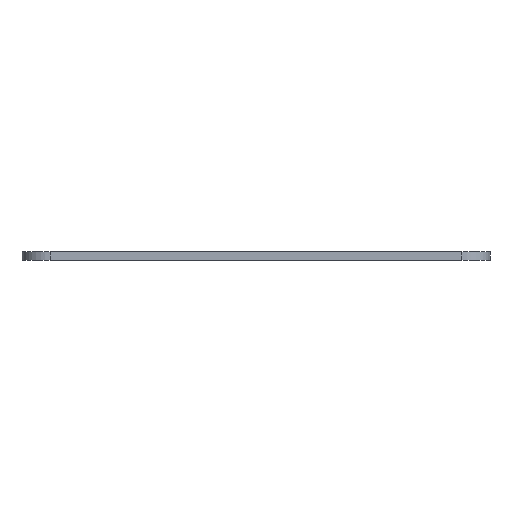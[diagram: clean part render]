
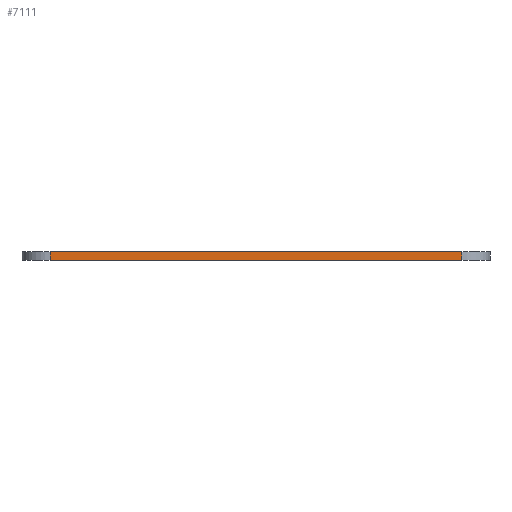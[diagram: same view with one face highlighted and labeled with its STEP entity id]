
A CAD part, front view. The second image highlights one B-rep face of the part: STEP entity #7111.
In plain terms, the highlighted planar face has unit normal (0, -1, 0).
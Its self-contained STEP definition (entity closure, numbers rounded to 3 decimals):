
#291=PLANE('',#7397);
#627=FACE_OUTER_BOUND('',#1051,.T.);
#1051=EDGE_LOOP('',(#6285,#6286,#6287,#6288));
#1547=LINE('',#13521,#2141);
#1602=LINE('',#13722,#2196);
#1647=LINE('',#13894,#2241);
#1648=LINE('',#13896,#2242);
#2141=VECTOR('',#8071,10.);
#2196=VECTOR('',#8236,10.);
#2241=VECTOR('',#8371,10.);
#2242=VECTOR('',#8374,10.);
#3246=VERTEX_POINT('',#13518);
#3247=VERTEX_POINT('',#13520);
#3337=VERTEX_POINT('',#13719);
#3338=VERTEX_POINT('',#13721);
#4222=EDGE_CURVE('',#3246,#3247,#1547,.T.);
#4320=EDGE_CURVE('',#3337,#3338,#1602,.T.);
#4407=EDGE_CURVE('',#3338,#3246,#1647,.T.);
#4408=EDGE_CURVE('',#3247,#3337,#1648,.T.);
#6285=ORIENTED_EDGE('',*,*,#4407,.F.);
#6286=ORIENTED_EDGE('',*,*,#4320,.F.);
#6287=ORIENTED_EDGE('',*,*,#4408,.F.);
#6288=ORIENTED_EDGE('',*,*,#4222,.F.);
#7111=ADVANCED_FACE('',(#627),#291,.T.);
#7397=AXIS2_PLACEMENT_3D('',#13895,#8372,#8373);
#8071=DIRECTION('',(1.,0.,0.));
#8236=DIRECTION('',(-1.,0.,0.));
#8371=DIRECTION('',(0.,0.,1.));
#8372=DIRECTION('center_axis',(0.,-1.,0.));
#8373=DIRECTION('ref_axis',(1.,0.,0.));
#8374=DIRECTION('',(0.,0.,-1.));
#13518=CARTESIAN_POINT('',(43.104,-54.399,1.5));
#13520=CARTESIAN_POINT('',(116.017,-54.399,1.5));
#13521=CARTESIAN_POINT('',(121.017,-54.399,1.5));
#13719=CARTESIAN_POINT('',(116.017,-54.399,0.));
#13721=CARTESIAN_POINT('',(43.104,-54.399,0.));
#13722=CARTESIAN_POINT('',(121.017,-54.399,0.));
#13894=CARTESIAN_POINT('',(43.104,-54.399,0.));
#13895=CARTESIAN_POINT('Origin',(38.104,-54.399,0.));
#13896=CARTESIAN_POINT('',(116.017,-54.399,0.));
